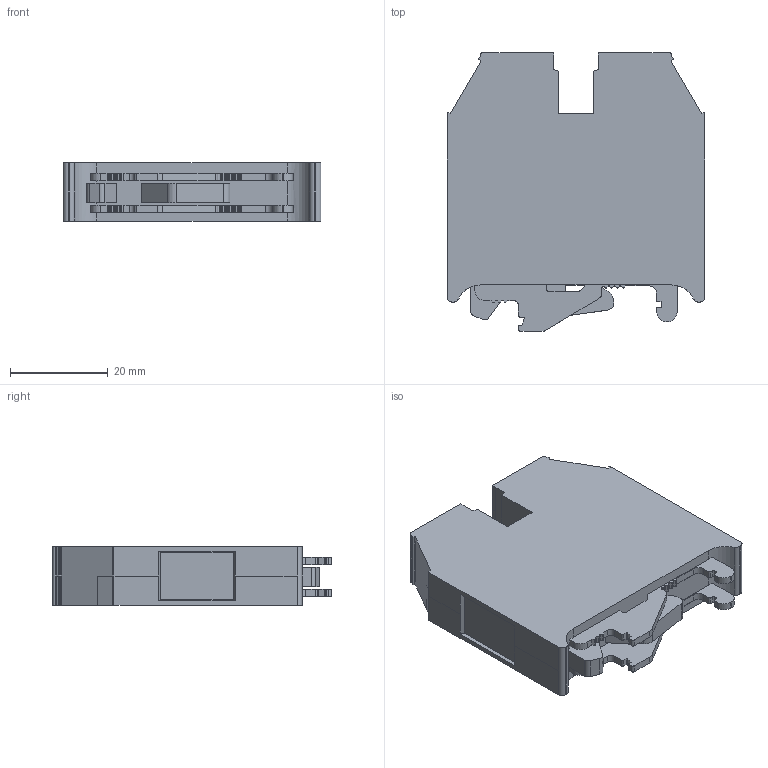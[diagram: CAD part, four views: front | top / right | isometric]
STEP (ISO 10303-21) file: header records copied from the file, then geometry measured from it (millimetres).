
FILE_DESCRIPTION (( 'STEP AP214' ), '1' );
FILE_NAME ('M35301-3B.STP', '2013-11-12T06:07:34', ( 'arge' ), ( 'Microsoft' ), 'SwSTEP 2.0', 'SolidWorks 2013', '' );
FILE_SCHEMA (( 'AUTOMOTIVE_DESIGN' ));
Length unit declared in the file: millimetre
Products named in the file (1): M35301-3B
Bounding box: 52.8 x 57.11 x 12 mm (x, y, z)
Volume: 28677.9 mm3; surface area: 8839.8 mm2
Topology: 1 solids, 7 shells, 310 faces, 915 edges, 618 vertices
Faces by surface type: plane 186, cylinder 118, cone 6
Entity records: 13718 total; most frequent: CARTESIAN_POINT 1909, ORIENTED_EDGE 1830, DIRECTION 1768, EDGE_CURVE 915, VECTOR 646, LINE 646, VERTEX_POINT 618, AXIS2_PLACEMENT_3D 561
